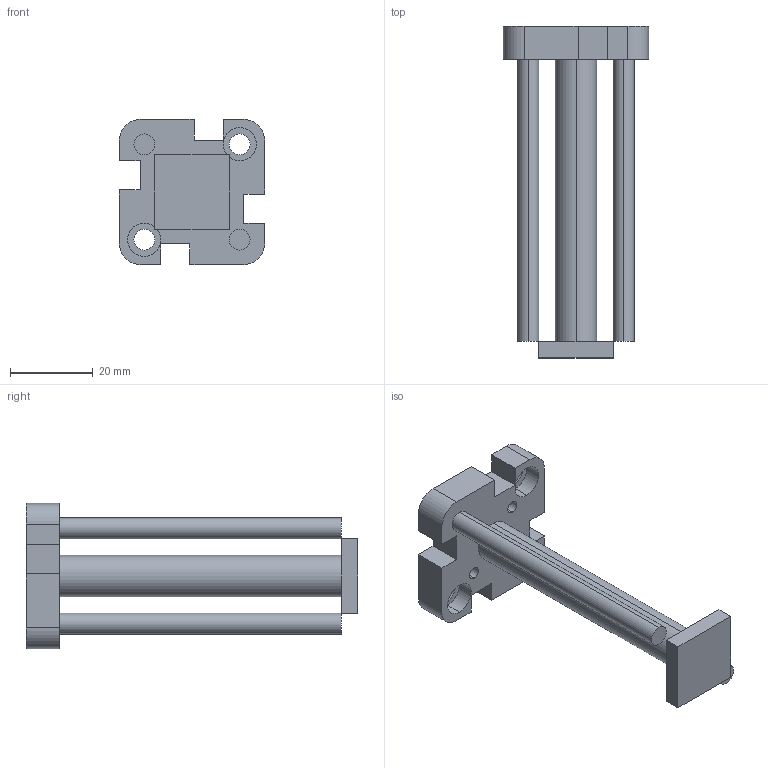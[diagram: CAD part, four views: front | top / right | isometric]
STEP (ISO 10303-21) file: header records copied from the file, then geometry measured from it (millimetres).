
FILE_DESCRIPTION (( 'STEP AP203' ), '1' );
FILE_NAME ('Cylinder Rod 80mm_Default_sldprt.STEP', '2023-10-19T05:34:32', ( '' ), ( '' ), 'SwSTEP 2.0', 'SolidWorks 2023', '' );
FILE_SCHEMA (( 'CONFIG_CONTROL_DESIGN' ));
Length unit declared in the file: millimetre
Products named in the file (1): Cylinder Rod 80mm_Default_sldprt
Bounding box: 35 x 80 x 35 mm (x, y, z)
Volume: 17030 mm3; surface area: 9043.1 mm2
Topology: 1 solids, 1 shells, 58 faces, 150 edges, 100 vertices
Faces by surface type: plane 32, cylinder 26
Entity records: 1887 total; most frequent: DIRECTION 320, CARTESIAN_POINT 309, ORIENTED_EDGE 300, EDGE_CURVE 150, AXIS2_PLACEMENT_3D 111, VERTEX_POINT 100, LINE 98, VECTOR 98
